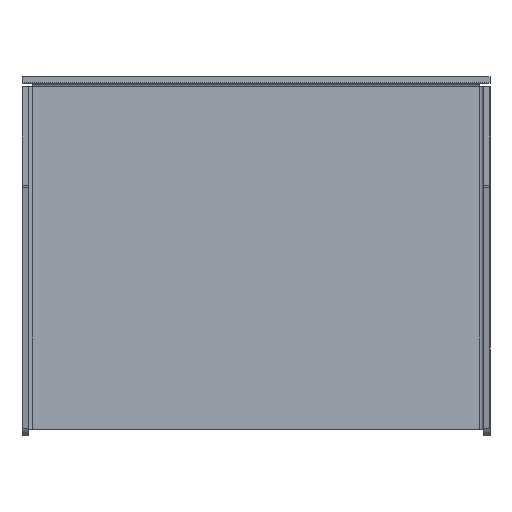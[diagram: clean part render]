
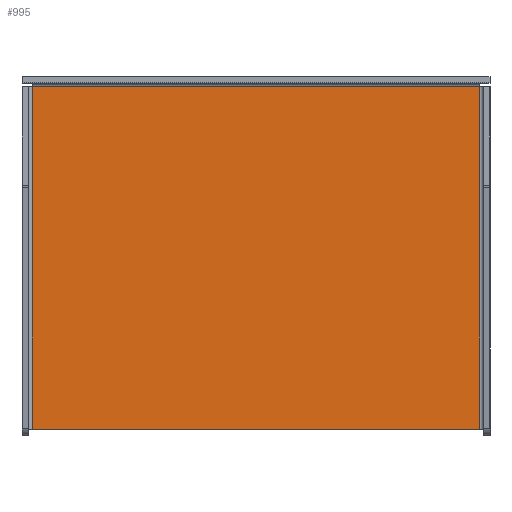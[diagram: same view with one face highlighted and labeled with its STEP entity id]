
A CAD part, top view. The second image highlights one B-rep face of the part: STEP entity #995.
In plain terms, the highlighted planar face has unit normal (0, 0, 1).
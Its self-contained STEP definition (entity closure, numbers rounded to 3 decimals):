
#65=PLANE('',#1104);
#104=FACE_OUTER_BOUND('',#188,.T.);
#188=EDGE_LOOP('',(#812,#813,#814,#815));
#284=LINE('',#1662,#372);
#285=LINE('',#1665,#373);
#286=LINE('',#1667,#374);
#287=LINE('',#1668,#375);
#372=VECTOR('',#1339,10.);
#373=VECTOR('',#1342,10.);
#374=VECTOR('',#1343,10.);
#375=VECTOR('',#1344,10.);
#527=VERTEX_POINT('',#1658);
#528=VERTEX_POINT('',#1660);
#529=VERTEX_POINT('',#1664);
#530=VERTEX_POINT('',#1666);
#632=EDGE_CURVE('',#527,#528,#284,.T.);
#633=EDGE_CURVE('',#529,#527,#285,.T.);
#634=EDGE_CURVE('',#528,#530,#286,.T.);
#635=EDGE_CURVE('',#530,#529,#287,.T.);
#812=ORIENTED_EDGE('',*,*,#633,.T.);
#813=ORIENTED_EDGE('',*,*,#632,.T.);
#814=ORIENTED_EDGE('',*,*,#634,.T.);
#815=ORIENTED_EDGE('',*,*,#635,.T.);
#995=ADVANCED_FACE('',(#104),#65,.T.);
#1104=AXIS2_PLACEMENT_3D('',#1663,#1340,#1341);
#1339=DIRECTION('',(1.,0.,0.));
#1340=DIRECTION('center_axis',(0.,0.,1.));
#1341=DIRECTION('ref_axis',(1.,0.,0.));
#1342=DIRECTION('',(0.,-1.,0.));
#1343=DIRECTION('',(0.,1.,0.));
#1344=DIRECTION('',(-1.,0.,0.));
#1658=CARTESIAN_POINT('',(-55.711,-43.,1.6));
#1660=CARTESIAN_POINT('',(55.711,-43.,1.6));
#1662=CARTESIAN_POINT('',(58.2,-43.,1.6));
#1663=CARTESIAN_POINT('Origin',(0.,0.,1.6));
#1664=CARTESIAN_POINT('',(-55.711,42.111,1.6));
#1665=CARTESIAN_POINT('',(-55.711,21.056,1.6));
#1666=CARTESIAN_POINT('',(55.711,42.111,1.6));
#1667=CARTESIAN_POINT('',(55.711,-21.5,1.6));
#1668=CARTESIAN_POINT('',(29.1,42.111,1.6));
